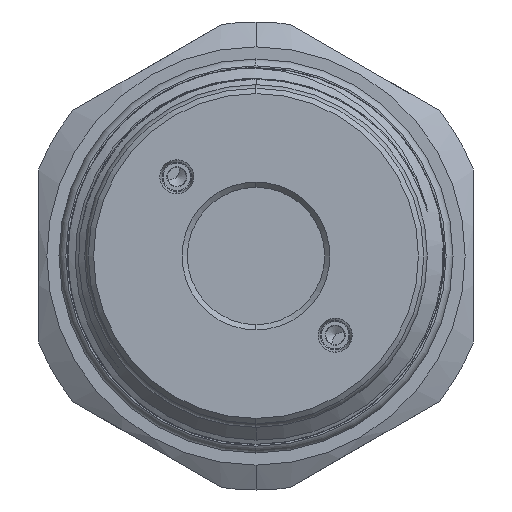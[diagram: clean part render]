
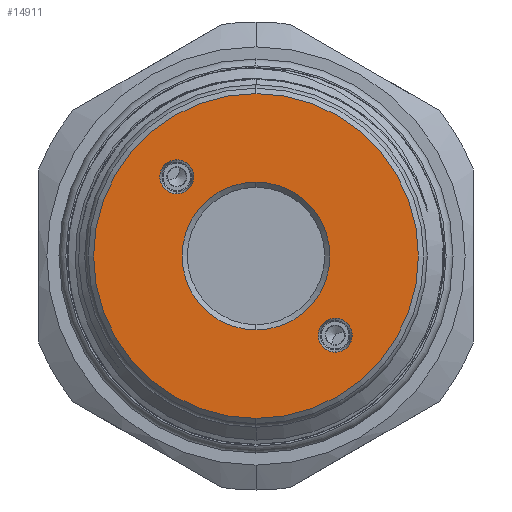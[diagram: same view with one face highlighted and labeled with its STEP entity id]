
A CAD part, left-side view. The second image highlights one B-rep face of the part: STEP entity #14911.
In plain terms, the highlighted planar face has unit normal (-1, 0, 0).
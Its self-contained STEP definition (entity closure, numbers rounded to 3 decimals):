
#389 = DIRECTION ( 'NONE',  ( -1., 0., 0. ) ) ;
#605 = FACE_BOUND ( 'NONE', #13394, .T. ) ;
#1243 = CARTESIAN_POINT ( 'NONE',  ( 5.485, -7.495, -7.495 ) ) ;
#1313 = CARTESIAN_POINT ( 'NONE',  ( 5.485, 0., 7. ) ) ;
#1720 = CARTESIAN_POINT ( 'NONE',  ( 5.485, 7.495, 9.11 ) ) ;
#1781 = VERTEX_POINT ( 'NONE', #1720 ) ;
#1948 = CARTESIAN_POINT ( 'NONE',  ( 5.485, -7.495, -7.495 ) ) ;
#2195 = AXIS2_PLACEMENT_3D ( 'NONE', #8703, #4531, #15314 ) ;
#2197 = CARTESIAN_POINT ( 'NONE',  ( 5.485, 0., -15.375 ) ) ;
#2305 = FACE_BOUND ( 'NONE', #5129, .T. ) ;
#2704 = AXIS2_PLACEMENT_3D ( 'NONE', #1243, #10638, #5273 ) ;
#2800 = CIRCLE ( 'NONE', #6416, 1.614 ) ;
#3212 = DIRECTION ( 'NONE',  ( 0., 0., 1. ) ) ;
#3385 = AXIS2_PLACEMENT_3D ( 'NONE', #8007, #9246, #6464 ) ;
#3458 = CARTESIAN_POINT ( 'NONE',  ( 5.485, 0., 0. ) ) ;
#3471 = ORIENTED_EDGE ( 'NONE', *, *, #6938, .F. ) ;
#3644 = DIRECTION ( 'NONE',  ( 0., 0., -1. ) ) ;
#3701 = DIRECTION ( 'NONE',  ( 1., 0., 0. ) ) ;
#3801 = CIRCLE ( 'NONE', #2704, 1.614 ) ;
#3872 = VERTEX_POINT ( 'NONE', #4162 ) ;
#3912 = EDGE_CURVE ( 'NONE', #8391, #5774, #2800, .T. ) ;
#4162 = CARTESIAN_POINT ( 'NONE',  ( 5.485, 0., -7. ) ) ;
#4326 = CIRCLE ( 'NONE', #8239, 15.375 ) ;
#4531 = DIRECTION ( 'NONE',  ( -1., 0., 0. ) ) ;
#4662 = CIRCLE ( 'NONE', #2195, 15.375 ) ;
#4666 = AXIS2_PLACEMENT_3D ( 'NONE', #4990, #3701, #6453 ) ;
#4977 = EDGE_CURVE ( 'NONE', #3872, #6143, #15415, .T. ) ;
#4990 = CARTESIAN_POINT ( 'NONE',  ( 5.485, 0., 0. ) ) ;
#5015 = FACE_OUTER_BOUND ( 'NONE', #5942, .T. ) ;
#5129 = EDGE_LOOP ( 'NONE', ( #13582, #15659 ) ) ;
#5189 = EDGE_CURVE ( 'NONE', #7908, #1781, #15644, .T. ) ;
#5273 = DIRECTION ( 'NONE',  ( 0., 0., -1. ) ) ;
#5332 = ORIENTED_EDGE ( 'NONE', *, *, #10150, .T. ) ;
#5750 = EDGE_CURVE ( 'NONE', #6387, #13540, #4662, .T. ) ;
#5774 = VERTEX_POINT ( 'NONE', #12832 ) ;
#5942 = EDGE_LOOP ( 'NONE', ( #11463, #12052 ) ) ;
#6143 = VERTEX_POINT ( 'NONE', #1313 ) ;
#6387 = VERTEX_POINT ( 'NONE', #12207 ) ;
#6416 = AXIS2_PLACEMENT_3D ( 'NONE', #1948, #14140, #10118 ) ;
#6453 = DIRECTION ( 'NONE',  ( 0., 0., -1. ) ) ;
#6464 = DIRECTION ( 'NONE',  ( 0., 0., -1. ) ) ;
#6938 = EDGE_CURVE ( 'NONE', #5774, #8391, #3801, .T. ) ;
#7554 = AXIS2_PLACEMENT_3D ( 'NONE', #11246, #11371, #16805 ) ;
#7908 = VERTEX_POINT ( 'NONE', #10741 ) ;
#8007 = CARTESIAN_POINT ( 'NONE',  ( 5.485, 0., 0. ) ) ;
#8239 = AXIS2_PLACEMENT_3D ( 'NONE', #17314, #9328, #11990 ) ;
#8391 = VERTEX_POINT ( 'NONE', #17241 ) ;
#8703 = CARTESIAN_POINT ( 'NONE',  ( 5.485, 0., 0. ) ) ;
#8869 = PLANE ( 'NONE',  #16442 ) ;
#9246 = DIRECTION ( 'NONE',  ( 1., 0., 0. ) ) ;
#9328 = DIRECTION ( 'NONE',  ( -1., 0., 0. ) ) ;
#10118 = DIRECTION ( 'NONE',  ( 0., 0., -1. ) ) ;
#10150 = EDGE_CURVE ( 'NONE', #6143, #3872, #11920, .T. ) ;
#10638 = DIRECTION ( 'NONE',  ( -1., 0., 0. ) ) ;
#10741 = CARTESIAN_POINT ( 'NONE',  ( 5.485, 7.495, 5.881 ) ) ;
#10774 = EDGE_CURVE ( 'NONE', #13540, #6387, #4326, .T. ) ;
#11138 = FACE_BOUND ( 'NONE', #16276, .T. ) ;
#11199 = ORIENTED_EDGE ( 'NONE', *, *, #4977, .T. ) ;
#11246 = CARTESIAN_POINT ( 'NONE',  ( 5.485, 7.495, 7.495 ) ) ;
#11371 = DIRECTION ( 'NONE',  ( -1., 0., 0. ) ) ;
#11463 = ORIENTED_EDGE ( 'NONE', *, *, #10774, .T. ) ;
#11623 = EDGE_CURVE ( 'NONE', #1781, #7908, #17397, .T. ) ;
#11920 = CIRCLE ( 'NONE', #3385, 7. ) ;
#11990 = DIRECTION ( 'NONE',  ( 0., 0., -1. ) ) ;
#12052 = ORIENTED_EDGE ( 'NONE', *, *, #5750, .T. ) ;
#12207 = CARTESIAN_POINT ( 'NONE',  ( 5.485, 0., 15.375 ) ) ;
#12744 = CARTESIAN_POINT ( 'NONE',  ( 5.485, 7.495, 7.495 ) ) ;
#12832 = CARTESIAN_POINT ( 'NONE',  ( 5.485, -7.495, -5.881 ) ) ;
#13394 = EDGE_LOOP ( 'NONE', ( #15179, #3471 ) ) ;
#13540 = VERTEX_POINT ( 'NONE', #2197 ) ;
#13582 = ORIENTED_EDGE ( 'NONE', *, *, #11623, .F. ) ;
#14140 = DIRECTION ( 'NONE',  ( -1., 0., 0. ) ) ;
#14249 = DIRECTION ( 'NONE',  ( 1., 0., 0. ) ) ;
#14911 = ADVANCED_FACE ( 'NONE', ( #11138, #5015, #2305, #605 ), #8869, .F. ) ;
#15179 = ORIENTED_EDGE ( 'NONE', *, *, #3912, .F. ) ;
#15314 = DIRECTION ( 'NONE',  ( 0., 0., -1. ) ) ;
#15415 = CIRCLE ( 'NONE', #4666, 7. ) ;
#15644 = CIRCLE ( 'NONE', #17345, 1.614 ) ;
#15659 = ORIENTED_EDGE ( 'NONE', *, *, #5189, .F. ) ;
#16276 = EDGE_LOOP ( 'NONE', ( #5332, #11199 ) ) ;
#16442 = AXIS2_PLACEMENT_3D ( 'NONE', #3458, #14249, #3644 ) ;
#16805 = DIRECTION ( 'NONE',  ( 0., 0., 1. ) ) ;
#17241 = CARTESIAN_POINT ( 'NONE',  ( 5.485, -7.495, -9.11 ) ) ;
#17314 = CARTESIAN_POINT ( 'NONE',  ( 5.485, 0., 0. ) ) ;
#17345 = AXIS2_PLACEMENT_3D ( 'NONE', #12744, #389, #3212 ) ;
#17397 = CIRCLE ( 'NONE', #7554, 1.614 ) ;
